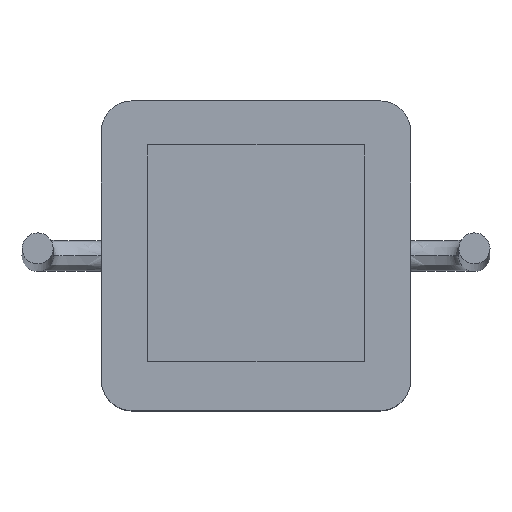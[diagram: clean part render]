
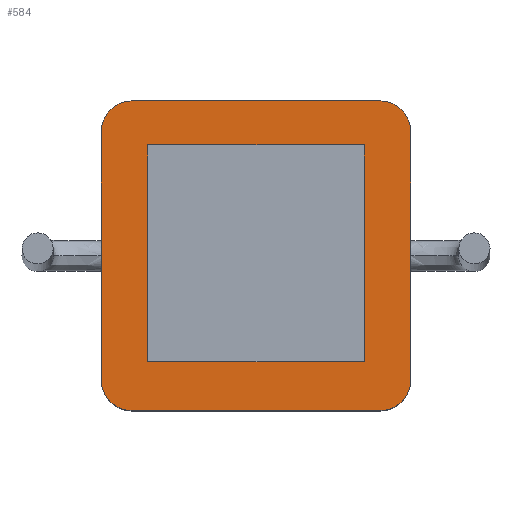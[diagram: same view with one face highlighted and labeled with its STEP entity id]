
A CAD part, top view. The second image highlights one B-rep face of the part: STEP entity #584.
In plain terms, the highlighted planar face has unit normal (0, 0, 1).
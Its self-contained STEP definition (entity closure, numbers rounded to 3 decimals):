
#43 = LINE ( 'NONE', #1127, #680 ) ;
#47 = DIRECTION ( 'NONE',  ( 0., 0., 1. ) ) ;
#77 = VERTEX_POINT ( 'NONE', #701 ) ;
#94 = CARTESIAN_POINT ( 'NONE',  ( -2.5, 5., 2.5 ) ) ;
#97 = VECTOR ( 'NONE', #436, 1000. ) ;
#100 = ORIENTED_EDGE ( 'NONE', *, *, #998, .F. ) ;
#163 = CARTESIAN_POINT ( 'NONE',  ( -2.5, 5., 2.5 ) ) ;
#166 = EDGE_CURVE ( 'NONE', #1535, #755, #790, .T. ) ;
#178 = CARTESIAN_POINT ( 'NONE',  ( 1.75, 4.288, 2.5 ) ) ;
#185 = CARTESIAN_POINT ( 'NONE',  ( -2.5, 0., 2.5 ) ) ;
#191 = DIRECTION ( 'NONE',  ( 0., -1., 0. ) ) ;
#199 = DIRECTION ( 'NONE',  ( 0., 0., 1. ) ) ;
#209 = ORIENTED_EDGE ( 'NONE', *, *, #871, .T. ) ;
#287 = DIRECTION ( 'NONE',  ( -1., 0., 0. ) ) ;
#289 = AXIS2_PLACEMENT_3D ( 'NONE', #1492, #764, #1615 ) ;
#294 = LINE ( 'NONE', #94, #647 ) ;
#314 = ORIENTED_EDGE ( 'NONE', *, *, #1111, .F. ) ;
#318 = CARTESIAN_POINT ( 'NONE',  ( -1.75, 0.788, 2.5 ) ) ;
#339 = LINE ( 'NONE', #360, #684 ) ;
#345 = ORIENTED_EDGE ( 'NONE', *, *, #515, .T. ) ;
#360 = CARTESIAN_POINT ( 'NONE',  ( -1.75, 4.288, 2.5 ) ) ;
#368 = DIRECTION ( 'NONE',  ( 1., 0., 0. ) ) ;
#385 = ORIENTED_EDGE ( 'NONE', *, *, #815, .F. ) ;
#387 = ORIENTED_EDGE ( 'NONE', *, *, #1229, .T. ) ;
#390 = LINE ( 'NONE', #509, #748 ) ;
#410 = EDGE_CURVE ( 'NONE', #651, #77, #655, .T. ) ;
#415 = ORIENTED_EDGE ( 'NONE', *, *, #1148, .T. ) ;
#416 = PLANE ( 'NONE',  #592 ) ;
#419 = CARTESIAN_POINT ( 'NONE',  ( 2., 0.5, 2.5 ) ) ;
#434 = VECTOR ( 'NONE', #717, 1000. ) ;
#436 = DIRECTION ( 'NONE',  ( 0., 1., 0. ) ) ;
#509 = CARTESIAN_POINT ( 'NONE',  ( -1.75, 4.288, 2.5 ) ) ;
#514 = DIRECTION ( 'NONE',  ( 0., -1., 0. ) ) ;
#515 = EDGE_CURVE ( 'NONE', #1283, #857, #1015, .T. ) ;
#525 = ORIENTED_EDGE ( 'NONE', *, *, #568, .F. ) ;
#545 = DIRECTION ( 'NONE',  ( -1., 0., 0. ) ) ;
#568 = EDGE_CURVE ( 'NONE', #1124, #1155, #339, .T. ) ;
#584 = ADVANCED_FACE ( 'NONE', ( #1483, #1188 ), #416, .F. ) ;
#592 = AXIS2_PLACEMENT_3D ( 'NONE', #163, #1052, #287 ) ;
#615 = ORIENTED_EDGE ( 'NONE', *, *, #410, .T. ) ;
#624 = AXIS2_PLACEMENT_3D ( 'NONE', #419, #1288, #545 ) ;
#647 = VECTOR ( 'NONE', #988, 1000. ) ;
#651 = VERTEX_POINT ( 'NONE', #1546 ) ;
#655 = CIRCLE ( 'NONE', #829, 0.5 ) ;
#675 = VECTOR ( 'NONE', #750, 1000. ) ;
#680 = VECTOR ( 'NONE', #368, 1000. ) ;
#684 = VECTOR ( 'NONE', #1120, 1000. ) ;
#695 = CARTESIAN_POINT ( 'NONE',  ( 2.5, 0.5, 2.5 ) ) ;
#701 = CARTESIAN_POINT ( 'NONE',  ( 2., 5., 2.5 ) ) ;
#717 = DIRECTION ( 'NONE',  ( 1., 0., 0. ) ) ;
#739 = CARTESIAN_POINT ( 'NONE',  ( -1.75, 0.788, 2.5 ) ) ;
#748 = VECTOR ( 'NONE', #514, 1000. ) ;
#750 = DIRECTION ( 'NONE',  ( 1., 0., 0. ) ) ;
#755 = VERTEX_POINT ( 'NONE', #757 ) ;
#757 = CARTESIAN_POINT ( 'NONE',  ( 1.75, 0.788, 2.5 ) ) ;
#759 = EDGE_CURVE ( 'NONE', #1421, #1283, #779, .T. ) ;
#764 = DIRECTION ( 'NONE',  ( 0., 0., 1. ) ) ;
#779 = CIRCLE ( 'NONE', #289, 0.5 ) ;
#790 = LINE ( 'NONE', #318, #434 ) ;
#804 = CARTESIAN_POINT ( 'NONE',  ( 2., 0., 2.5 ) ) ;
#813 = CARTESIAN_POINT ( 'NONE',  ( 2., 4.5, 2.5 ) ) ;
#815 = EDGE_CURVE ( 'NONE', #1536, #77, #43, .T. ) ;
#829 = AXIS2_PLACEMENT_3D ( 'NONE', #813, #47, #931 ) ;
#857 = VERTEX_POINT ( 'NONE', #804 ) ;
#867 = CARTESIAN_POINT ( 'NONE',  ( -2., 5., 2.5 ) ) ;
#871 = EDGE_CURVE ( 'NONE', #857, #976, #1072, .T. ) ;
#924 = CIRCLE ( 'NONE', #1333, 0.5 ) ;
#931 = DIRECTION ( 'NONE',  ( -1., 0., 0. ) ) ;
#962 = CARTESIAN_POINT ( 'NONE',  ( -2., 4.5, 2.5 ) ) ;
#976 = VERTEX_POINT ( 'NONE', #695 ) ;
#988 = DIRECTION ( 'NONE',  ( 0., -1., 0. ) ) ;
#998 = EDGE_CURVE ( 'NONE', #755, #1124, #1416, .T. ) ;
#1015 = LINE ( 'NONE', #185, #675 ) ;
#1052 = DIRECTION ( 'NONE',  ( 0., 0., -1. ) ) ;
#1072 = CIRCLE ( 'NONE', #624, 0.5 ) ;
#1084 = CARTESIAN_POINT ( 'NONE',  ( -1.75, 4.288, 2.5 ) ) ;
#1087 = DIRECTION ( 'NONE',  ( -1., 0., 0. ) ) ;
#1111 = EDGE_CURVE ( 'NONE', #651, #976, #1279, .T. ) ;
#1120 = DIRECTION ( 'NONE',  ( -1., 0., 0. ) ) ;
#1124 = VERTEX_POINT ( 'NONE', #1204 ) ;
#1127 = CARTESIAN_POINT ( 'NONE',  ( -2.5, 5., 2.5 ) ) ;
#1143 = EDGE_LOOP ( 'NONE', ( #1441, #1392, #525, #100 ) ) ;
#1148 = EDGE_CURVE ( 'NONE', #1536, #1314, #924, .T. ) ;
#1155 = VERTEX_POINT ( 'NONE', #1084 ) ;
#1169 = ORIENTED_EDGE ( 'NONE', *, *, #759, .T. ) ;
#1188 = FACE_OUTER_BOUND ( 'NONE', #1585, .T. ) ;
#1204 = CARTESIAN_POINT ( 'NONE',  ( 1.75, 4.288, 2.5 ) ) ;
#1229 = EDGE_CURVE ( 'NONE', #1314, #1421, #294, .T. ) ;
#1242 = CARTESIAN_POINT ( 'NONE',  ( -2.5, 4.5, 2.5 ) ) ;
#1279 = LINE ( 'NONE', #1450, #1574 ) ;
#1283 = VERTEX_POINT ( 'NONE', #1607 ) ;
#1288 = DIRECTION ( 'NONE',  ( 0., 0., 1. ) ) ;
#1314 = VERTEX_POINT ( 'NONE', #1242 ) ;
#1321 = CARTESIAN_POINT ( 'NONE',  ( -2.5, 0.5, 2.5 ) ) ;
#1333 = AXIS2_PLACEMENT_3D ( 'NONE', #962, #199, #1087 ) ;
#1392 = ORIENTED_EDGE ( 'NONE', *, *, #1603, .F. ) ;
#1416 = LINE ( 'NONE', #178, #97 ) ;
#1421 = VERTEX_POINT ( 'NONE', #1321 ) ;
#1441 = ORIENTED_EDGE ( 'NONE', *, *, #166, .F. ) ;
#1450 = CARTESIAN_POINT ( 'NONE',  ( 2.5, 5., 2.5 ) ) ;
#1483 = FACE_BOUND ( 'NONE', #1143, .T. ) ;
#1492 = CARTESIAN_POINT ( 'NONE',  ( -2., 0.5, 2.5 ) ) ;
#1535 = VERTEX_POINT ( 'NONE', #739 ) ;
#1536 = VERTEX_POINT ( 'NONE', #867 ) ;
#1546 = CARTESIAN_POINT ( 'NONE',  ( 2.5, 4.5, 2.5 ) ) ;
#1574 = VECTOR ( 'NONE', #191, 1000. ) ;
#1585 = EDGE_LOOP ( 'NONE', ( #345, #209, #314, #615, #385, #415, #387, #1169 ) ) ;
#1603 = EDGE_CURVE ( 'NONE', #1155, #1535, #390, .T. ) ;
#1607 = CARTESIAN_POINT ( 'NONE',  ( -2., 0., 2.5 ) ) ;
#1615 = DIRECTION ( 'NONE',  ( -1., 0., 0. ) ) ;
